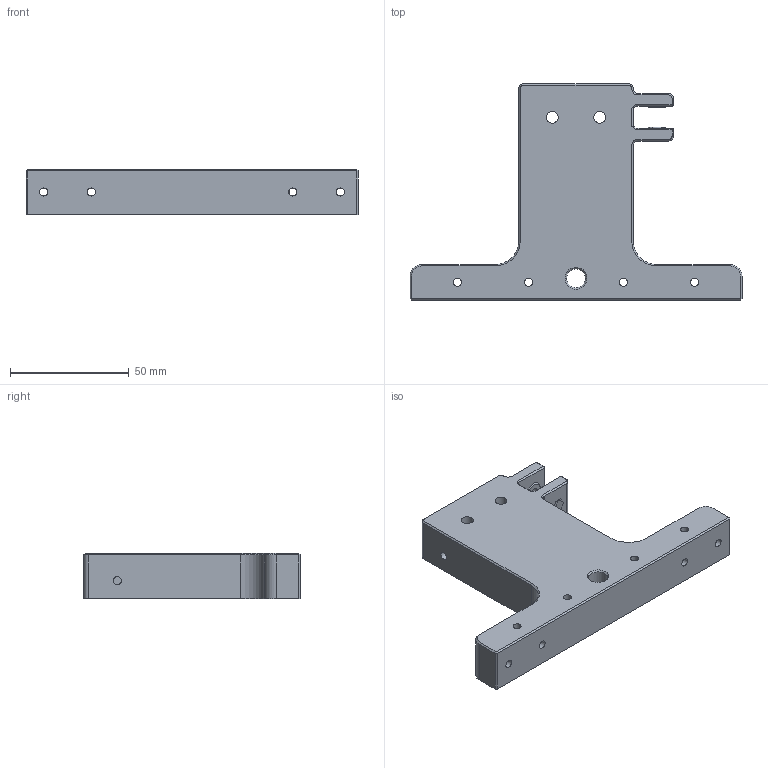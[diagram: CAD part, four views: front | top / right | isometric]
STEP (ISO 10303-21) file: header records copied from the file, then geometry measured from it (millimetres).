
FILE_DESCRIPTION(/* description */ (''),/* implementation_level */ '2;1');
FILE_NAME(/* name */ '2040 belt clamp side 2.stp',/* time_stamp */ '2020-09-01T18:53:15+01:00',/* author */ ('isaac879'),/* organization */ (''),/* preprocessor_version */ 'ST-DEVELOPER v18',/* originating_system */ 'Autodesk Inventor 2020',/* authorisation */ '');
FILE_SCHEMA (('AUTOMOTIVE_DESIGN { 1 0 10303 214 3 1 1 }'));
Length unit declared in the file: millimetre
Products named in the file (1): 2040 belt clamp side 2
Bounding box: 140 x 91.2 x 19 mm (x, y, z)
Volume: 78704.7 mm3; surface area: 30363.5 mm2
Topology: 1 solids, 1 shells, 219 faces, 554 edges, 349 vertices
Faces by surface type: plane 150, cylinder 53, cone 16
Full cylindrical faces by diameter (mm): 3 x2, 3.4 x11, 3.5 x1, 5 x2, 6.2 x1, 8 x1
Entity records: 6598 total; most frequent: DIRECTION 1135, CARTESIAN_POINT 1121, ORIENTED_EDGE 1104, EDGE_CURVE 552, LINE 409, VECTOR 409, AXIS2_PLACEMENT_3D 363, VERTEX_POINT 349
